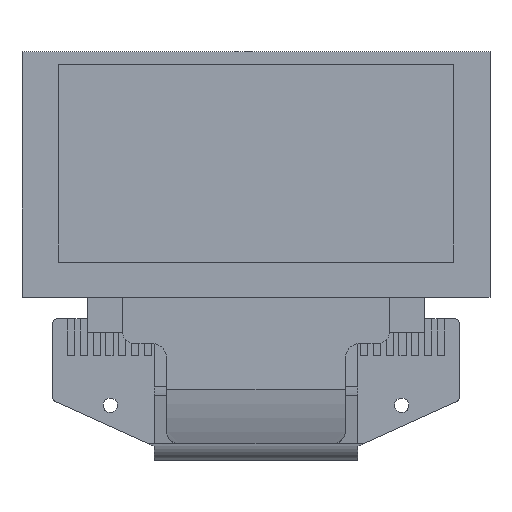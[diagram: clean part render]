
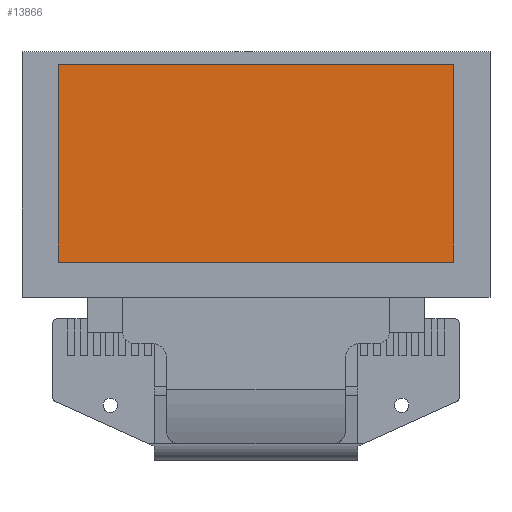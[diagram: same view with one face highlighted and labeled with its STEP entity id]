
A CAD part, top view. The second image highlights one B-rep face of the part: STEP entity #13866.
In plain terms, the highlighted planar face has unit normal (0, 0, 1).
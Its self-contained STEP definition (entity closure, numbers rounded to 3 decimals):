
#2034=ORIENTED_EDGE('',*,*,#4203,.F.);
#2035=ORIENTED_EDGE('',*,*,#4209,.F.);
#2036=ORIENTED_EDGE('',*,*,#4207,.F.);
#2037=ORIENTED_EDGE('',*,*,#4205,.F.);
#4203=EDGE_CURVE('',#5322,#5323,#6526,.T.);
#4205=EDGE_CURVE('',#5323,#5324,#6528,.T.);
#4207=EDGE_CURVE('',#5324,#5325,#6530,.T.);
#4209=EDGE_CURVE('',#5325,#5322,#6532,.T.);
#5322=VERTEX_POINT('',#18853);
#5323=VERTEX_POINT('',#18855);
#5324=VERTEX_POINT('',#18859);
#5325=VERTEX_POINT('',#18863);
#6526=LINE('',#18854,#7620);
#6528=LINE('',#18858,#7622);
#6530=LINE('',#18862,#7624);
#6532=LINE('',#18866,#7626);
#7620=VECTOR('',#16240,1000.);
#7622=VECTOR('',#16244,1000.);
#7624=VECTOR('',#16248,1000.);
#7626=VECTOR('',#16252,1000.);
#8175=EDGE_LOOP('',(#2034,#2035,#2036,#2037));
#8775=FACE_BOUND('',#8175,.T.);
#9366=PLANE('',#14475);
#13866=ADVANCED_FACE('',(#8775),#9366,.F.);
#14475=AXIS2_PLACEMENT_3D('',#18867,#16253,#16254);
#16240=DIRECTION('',(0.,1.,0.));
#16244=DIRECTION('',(1.,0.,0.));
#16248=DIRECTION('',(0.,-1.,0.));
#16252=DIRECTION('',(-1.,0.,0.));
#16253=DIRECTION('',(0.,0.,-1.));
#16254=DIRECTION('',(-1.,0.,0.));
#18853=CARTESIAN_POINT('',(-10.872,-3.363,1.356));
#18854=CARTESIAN_POINT('',(-10.872,-3.363,1.356));
#18855=CARTESIAN_POINT('',(-10.872,7.501,1.356));
#18858=CARTESIAN_POINT('',(-10.872,7.501,1.356));
#18859=CARTESIAN_POINT('',(10.872,7.501,1.356));
#18862=CARTESIAN_POINT('',(10.872,7.501,1.356));
#18863=CARTESIAN_POINT('',(10.872,-3.363,1.356));
#18866=CARTESIAN_POINT('',(10.872,-3.363,1.356));
#18867=CARTESIAN_POINT('',(0.,0.,1.356));
